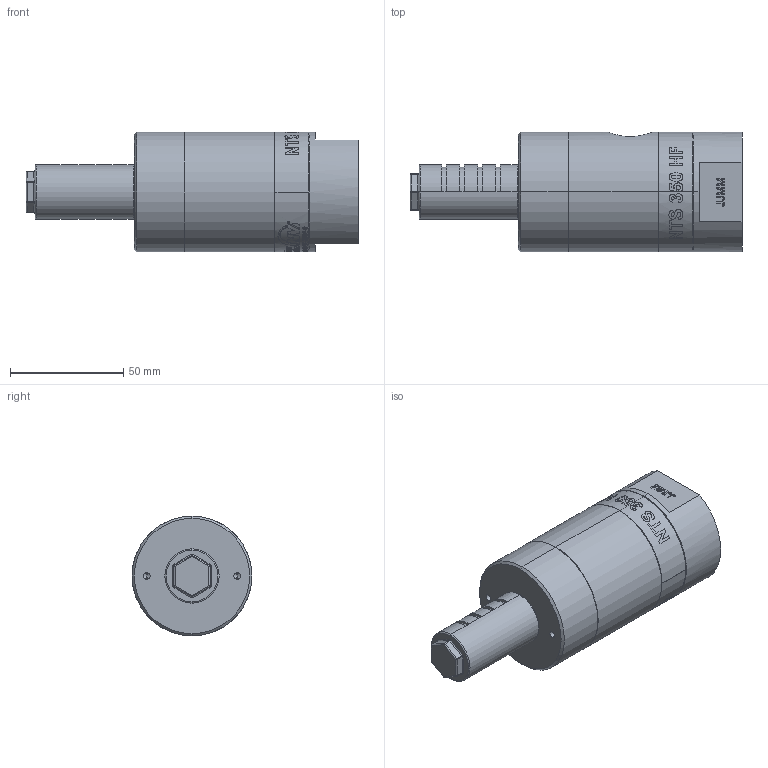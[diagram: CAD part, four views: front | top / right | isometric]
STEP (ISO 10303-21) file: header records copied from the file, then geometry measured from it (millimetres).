
FILE_DESCRIPTION (( 'STEP AP214' ), '1' );
FILE_NAME ('NTS 350 HF Kolbenvibrator #01935600.STEP', '2022-01-25T08:24:03', ( '' ), ( '' ), 'SwSTEP 2.0', 'SolidWorks 2015', '' );
FILE_SCHEMA (( 'AUTOMOTIVE_DESIGN' ));
Length unit declared in the file: millimetre
Products named in the file (1): NTS 350 HF Kolbenvibrator #01935600
Bounding box: 146.9 x 53 x 53 mm (x, y, z)
Volume: 239464.4 mm3; surface area: 52548.5 mm2
Topology: 5 solids, 6 shells, 313 faces, 1201 edges, 974 vertices
Faces by surface type: cylinder 162, plane 92, cone 24, torus 15, bspline 12, sphere 8
Entity records: 21289 total; most frequent: CARTESIAN_POINT 10964, ORIENTED_EDGE 2362, DIRECTION 1664, EDGE_CURVE 1181, VERTEX_POINT 974, AXIS2_PLACEMENT_3D 652, B_SPLINE_CURVE_WITH_KNOTS 471, EDGE_LOOP 413
